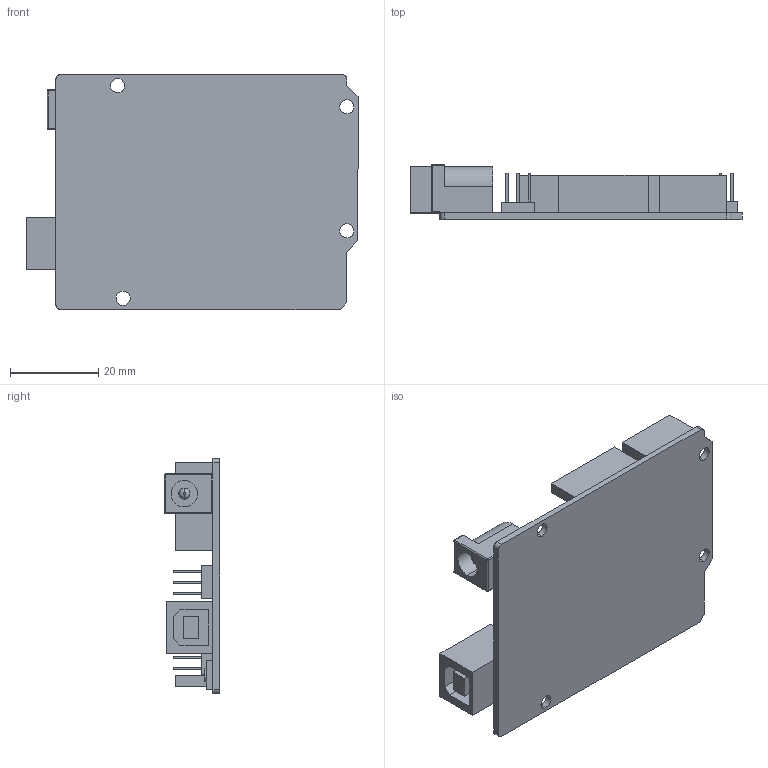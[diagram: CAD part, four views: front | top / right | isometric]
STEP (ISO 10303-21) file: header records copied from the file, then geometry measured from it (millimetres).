
FILE_DESCRIPTION (( 'STEP AP214' ), '1' );
FILE_NAME ('arduinoUnoSimplified.STEP', '2019-11-23T13:11:15', ( '' ), ( '' ), 'SwSTEP 2.0', 'SolidWorks 2018', '' );
FILE_SCHEMA (( 'AUTOMOTIVE_DESIGN' ));
Length unit declared in the file: millimetre
Products named in the file (1): arduinoUnoSimplified
Bounding box: 75.4 x 12.5 x 53.4 mm (x, y, z)
Volume: 13036.8 mm3; surface area: 12583.8 mm2
Topology: 1 solids, 1 shells, 331 faces, 804 edges, 528 vertices
Faces by surface type: plane 299, cylinder 26, sphere 4, torus 2
Entity records: 13173 total; most frequent: CARTESIAN_POINT 1660, ORIENTED_EDGE 1600, DIRECTION 1520, EDGE_CURVE 800, VECTOR 744, LINE 744, VERTEX_POINT 528, EDGE_LOOP 396
